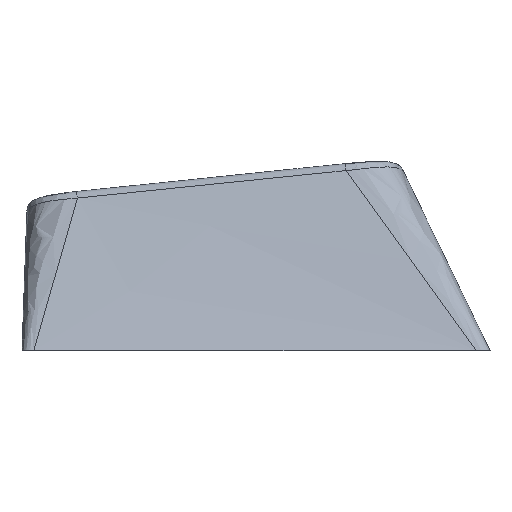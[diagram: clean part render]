
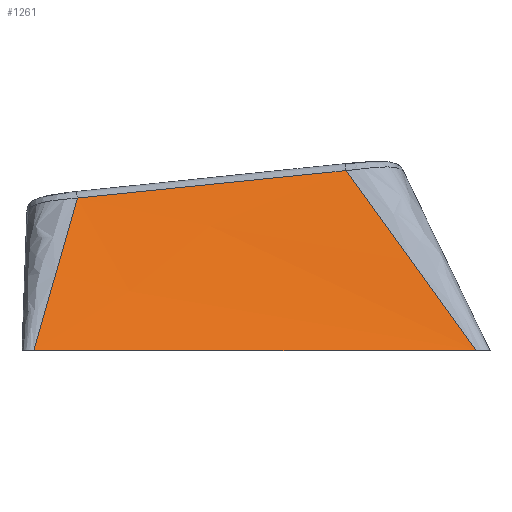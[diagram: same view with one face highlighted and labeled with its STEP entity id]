
A CAD part, left-side view. The second image highlights one B-rep face of the part: STEP entity #1261.
In plain terms, the highlighted free-form (B-spline) face has degree [3, 1] with [4, 2] control points.
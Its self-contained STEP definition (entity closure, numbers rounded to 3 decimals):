
#56=B_SPLINE_SURFACE_WITH_KNOTS('',3,1,((#1898,#1899),(#1900,#1901),(#1902,
#1903),(#1904,#1905)),.UNSPECIFIED.,.F.,.F.,.F.,(4,4),(2,2),(0.,8.845),
(-54.3,-36.2),.UNSPECIFIED.);
#79=FACE_OUTER_BOUND('',#158,.T.);
#158=EDGE_LOOP('',(#856,#857,#858,#859));
#243=B_SPLINE_CURVE_WITH_KNOTS('',3,(#1907,#1908,#1909,#1910,#1911,#1912,
#1913,#1914,#1915,#1916,#1917,#1918,#1919,#1920,#1921,#1922,#1923,#1924,
#1925,#1926,#1927,#1928),.UNSPECIFIED.,.F.,.F.,(4,3,3,3,3,3,3,4),(0.016,
0.268,1.499,2.748,4.03,5.337,
6.688,7.011),.UNSPECIFIED.);
#244=B_SPLINE_CURVE_WITH_KNOTS('',3,(#1930,#1931,#1932,#1933),
 .UNSPECIFIED.,.F.,.F.,(4,4),(0.224,9.429),
 .UNSPECIFIED.);
#245=B_SPLINE_CURVE_WITH_KNOTS('',3,(#1934,#1935,#1936,#1937),
 .UNSPECIFIED.,.F.,.F.,(4,4),(-0.12,10.325),.UNSPECIFIED.);
#283=LINE('',#1790,#402);
#402=VECTOR('',#1446,10.);
#525=VERTEX_POINT('',#1776);
#526=VERTEX_POINT('',#1789);
#541=VERTEX_POINT('',#1906);
#542=VERTEX_POINT('',#1929);
#643=EDGE_CURVE('',#525,#526,#283,.T.);
#662=EDGE_CURVE('',#541,#526,#243,.F.);
#663=EDGE_CURVE('',#525,#542,#244,.T.);
#664=EDGE_CURVE('',#542,#541,#245,.F.);
#856=ORIENTED_EDGE('',*,*,#662,.T.);
#857=ORIENTED_EDGE('',*,*,#643,.F.);
#858=ORIENTED_EDGE('',*,*,#663,.T.);
#859=ORIENTED_EDGE('',*,*,#664,.T.);
#1261=ADVANCED_FACE('',(#79),#56,.F.);
#1446=DIRECTION('',(0.,1.,0.));
#1776=CARTESIAN_POINT('',(-220.4,77.35,0.));
#1789=CARTESIAN_POINT('',(-220.4,94.463,0.));
#1790=CARTESIAN_POINT('',(-220.4,77.35,0.));
#1898=CARTESIAN_POINT('Ctrl Pts',(-217.375,80.434,7.484));
#1899=CARTESIAN_POINT('Ctrl Pts',(-217.375,94.707,6.));
#1900=CARTESIAN_POINT('Ctrl Pts',(-218.384,79.228,4.989));
#1901=CARTESIAN_POINT('Ctrl Pts',(-218.384,94.777,4.));
#1902=CARTESIAN_POINT('Ctrl Pts',(-219.392,78.022,2.495));
#1903=CARTESIAN_POINT('Ctrl Pts',(-219.392,94.847,2.));
#1904=CARTESIAN_POINT('Ctrl Pts',(-220.4,76.817,0.));
#1905=CARTESIAN_POINT('Ctrl Pts',(-220.4,94.917,0.));
#1906=CARTESIAN_POINT('',(-217.52,92.776,5.903));
#1907=CARTESIAN_POINT('Ctrl Pts',(-220.4,94.463,0.));
#1908=CARTESIAN_POINT('Ctrl Pts',(-220.365,94.443,0.071));
#1909=CARTESIAN_POINT('Ctrl Pts',(-220.329,94.422,0.142));
#1910=CARTESIAN_POINT('Ctrl Pts',(-220.294,94.402,0.213));
#1911=CARTESIAN_POINT('Ctrl Pts',(-220.12,94.303,0.559));
#1912=CARTESIAN_POINT('Ctrl Pts',(-219.948,94.203,0.906));
#1913=CARTESIAN_POINT('Ctrl Pts',(-219.776,94.104,1.252));
#1914=CARTESIAN_POINT('Ctrl Pts',(-219.601,94.004,1.604));
#1915=CARTESIAN_POINT('Ctrl Pts',(-219.428,93.903,1.955));
#1916=CARTESIAN_POINT('Ctrl Pts',(-219.255,93.803,2.307));
#1917=CARTESIAN_POINT('Ctrl Pts',(-219.078,93.7,2.667));
#1918=CARTESIAN_POINT('Ctrl Pts',(-218.901,93.597,3.028));
#1919=CARTESIAN_POINT('Ctrl Pts',(-218.726,93.493,3.389));
#1920=CARTESIAN_POINT('Ctrl Pts',(-218.547,93.388,3.756));
#1921=CARTESIAN_POINT('Ctrl Pts',(-218.369,93.283,4.124));
#1922=CARTESIAN_POINT('Ctrl Pts',(-218.193,93.178,4.491));
#1923=CARTESIAN_POINT('Ctrl Pts',(-218.01,93.07,4.871));
#1924=CARTESIAN_POINT('Ctrl Pts',(-217.829,92.961,5.251));
#1925=CARTESIAN_POINT('Ctrl Pts',(-217.649,92.853,5.631));
#1926=CARTESIAN_POINT('Ctrl Pts',(-217.606,92.827,5.721));
#1927=CARTESIAN_POINT('Ctrl Pts',(-217.563,92.801,5.812));
#1928=CARTESIAN_POINT('Ctrl Pts',(-217.52,92.776,5.903));
#1929=CARTESIAN_POINT('',(-217.502,82.385,6.964));
#1930=CARTESIAN_POINT('Ctrl Pts',(-220.4,77.35,0.));
#1931=CARTESIAN_POINT('Ctrl Pts',(-219.456,79.024,2.321));
#1932=CARTESIAN_POINT('Ctrl Pts',(-218.496,80.702,4.641));
#1933=CARTESIAN_POINT('Ctrl Pts',(-217.502,82.385,6.964));
#1934=CARTESIAN_POINT('Ctrl Pts',(-217.52,92.776,5.903));
#1935=CARTESIAN_POINT('Ctrl Pts',(-217.513,89.312,6.255));
#1936=CARTESIAN_POINT('Ctrl Pts',(-217.507,85.848,6.609));
#1937=CARTESIAN_POINT('Ctrl Pts',(-217.502,82.385,6.964));
